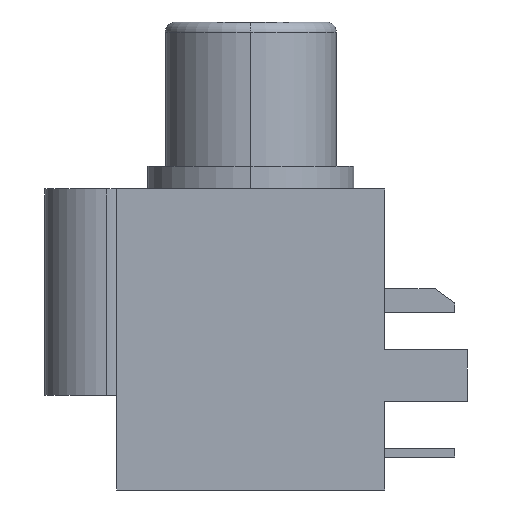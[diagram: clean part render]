
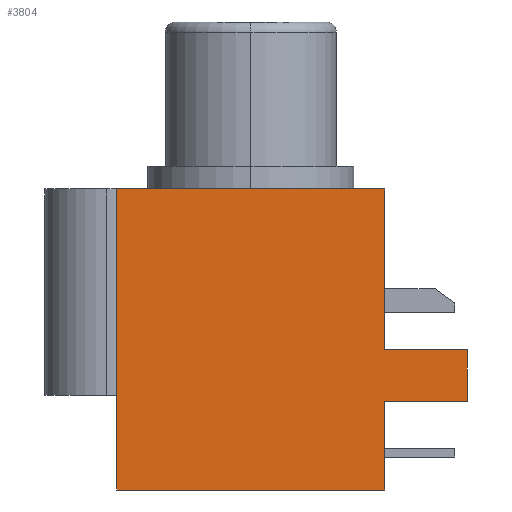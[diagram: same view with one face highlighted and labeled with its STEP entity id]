
A CAD part, left-side view. The second image highlights one B-rep face of the part: STEP entity #3804.
In plain terms, the highlighted planar face has unit normal (-1, 0, 0).
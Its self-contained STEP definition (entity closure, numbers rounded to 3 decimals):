
#72 = LINE ( 'NONE', #1959, #2413 ) ;
#203 = CARTESIAN_POINT ( 'NONE',  ( -20.5, -6.5, 0. ) ) ;
#297 = DIRECTION ( 'NONE',  ( 0., -1., 0. ) ) ;
#351 = CARTESIAN_POINT ( 'NONE',  ( -20.5, -6.5, 4.3 ) ) ;
#417 = VECTOR ( 'NONE', #481, 1000. ) ;
#477 = CARTESIAN_POINT ( 'NONE',  ( -20.5, -10.5, 4.3 ) ) ;
#481 = DIRECTION ( 'NONE',  ( 0., 0., 1. ) ) ;
#510 = EDGE_CURVE ( 'NONE', #2132, #2666, #72, .T. ) ;
#567 = ORIENTED_EDGE ( 'NONE', *, *, #2002, .T. ) ;
#623 = VERTEX_POINT ( 'NONE', #1684 ) ;
#702 = CARTESIAN_POINT ( 'NONE',  ( -20.5, -6.5, 14.6 ) ) ;
#760 = VERTEX_POINT ( 'NONE', #1451 ) ;
#800 = DIRECTION ( 'NONE',  ( 0., 0., 1. ) ) ;
#977 = CARTESIAN_POINT ( 'NONE',  ( -20.5, -6.5, 0. ) ) ;
#987 = EDGE_CURVE ( 'NONE', #2818, #3594, #1701, .T. ) ;
#1034 = VECTOR ( 'NONE', #4250, 1000. ) ;
#1157 = EDGE_LOOP ( 'NONE', ( #1883, #3927, #2270, #2596, #2580, #567, #3568, #1484 ) ) ;
#1351 = FACE_OUTER_BOUND ( 'NONE', #1157, .T. ) ;
#1386 = VERTEX_POINT ( 'NONE', #2606 ) ;
#1426 = CARTESIAN_POINT ( 'NONE',  ( -20.5, -6.5, 6.8 ) ) ;
#1451 = CARTESIAN_POINT ( 'NONE',  ( -20.5, -6.5, 14.6 ) ) ;
#1484 = ORIENTED_EDGE ( 'NONE', *, *, #1880, .T. ) ;
#1584 = LINE ( 'NONE', #3150, #417 ) ;
#1684 = CARTESIAN_POINT ( 'NONE',  ( -20.5, 6.5, 14.6 ) ) ;
#1701 = LINE ( 'NONE', #2165, #2546 ) ;
#1851 = DIRECTION ( 'NONE',  ( 0., 1., 0. ) ) ;
#1880 = EDGE_CURVE ( 'NONE', #2132, #760, #3385, .T. ) ;
#1883 = ORIENTED_EDGE ( 'NONE', *, *, #1908, .T. ) ;
#1898 = LINE ( 'NONE', #351, #2341 ) ;
#1908 = EDGE_CURVE ( 'NONE', #760, #623, #2698, .T. ) ;
#1931 = DIRECTION ( 'NONE',  ( 0., -1., 0. ) ) ;
#1959 = CARTESIAN_POINT ( 'NONE',  ( -20.5, -6.5, 6.8 ) ) ;
#2002 = EDGE_CURVE ( 'NONE', #4223, #2666, #1584, .T. ) ;
#2052 = LINE ( 'NONE', #203, #4593 ) ;
#2102 = DIRECTION ( 'NONE',  ( 0., 0., 1. ) ) ;
#2132 = VERTEX_POINT ( 'NONE', #1426 ) ;
#2149 = EDGE_CURVE ( 'NONE', #1386, #4223, #1898, .T. ) ;
#2165 = CARTESIAN_POINT ( 'NONE',  ( -20.5, -6.5, 0. ) ) ;
#2270 = ORIENTED_EDGE ( 'NONE', *, *, #987, .F. ) ;
#2341 = VECTOR ( 'NONE', #297, 1000. ) ;
#2413 = VECTOR ( 'NONE', #1931, 1000. ) ;
#2546 = VECTOR ( 'NONE', #3369, 1000. ) ;
#2580 = ORIENTED_EDGE ( 'NONE', *, *, #2149, .T. ) ;
#2596 = ORIENTED_EDGE ( 'NONE', *, *, #4172, .T. ) ;
#2606 = CARTESIAN_POINT ( 'NONE',  ( -20.5, -6.5, 4.3 ) ) ;
#2616 = LINE ( 'NONE', #3699, #4781 ) ;
#2666 = VERTEX_POINT ( 'NONE', #3169 ) ;
#2698 = LINE ( 'NONE', #702, #2834 ) ;
#2818 = VERTEX_POINT ( 'NONE', #977 ) ;
#2834 = VECTOR ( 'NONE', #1851, 1000. ) ;
#2886 = DIRECTION ( 'NONE',  ( 0., 0., 1. ) ) ;
#2911 = PLANE ( 'NONE',  #3582 ) ;
#3150 = CARTESIAN_POINT ( 'NONE',  ( -20.5, -10.5, 4.3 ) ) ;
#3169 = CARTESIAN_POINT ( 'NONE',  ( -20.5, -10.5, 6.8 ) ) ;
#3369 = DIRECTION ( 'NONE',  ( 0., 1., 0. ) ) ;
#3385 = LINE ( 'NONE', #4630, #1034 ) ;
#3390 = CARTESIAN_POINT ( 'NONE',  ( -20.5, 6.5, 0. ) ) ;
#3568 = ORIENTED_EDGE ( 'NONE', *, *, #510, .F. ) ;
#3582 = AXIS2_PLACEMENT_3D ( 'NONE', #4372, #4474, #2886 ) ;
#3594 = VERTEX_POINT ( 'NONE', #3390 ) ;
#3699 = CARTESIAN_POINT ( 'NONE',  ( -20.5, 6.5, 0. ) ) ;
#3804 = ADVANCED_FACE ( 'NONE', ( #1351 ), #2911, .T. ) ;
#3927 = ORIENTED_EDGE ( 'NONE', *, *, #4042, .F. ) ;
#4042 = EDGE_CURVE ( 'NONE', #3594, #623, #2616, .T. ) ;
#4172 = EDGE_CURVE ( 'NONE', #2818, #1386, #2052, .T. ) ;
#4223 = VERTEX_POINT ( 'NONE', #477 ) ;
#4250 = DIRECTION ( 'NONE',  ( 0., 0., 1. ) ) ;
#4372 = CARTESIAN_POINT ( 'NONE',  ( -20.5, -6.5, 0. ) ) ;
#4474 = DIRECTION ( 'NONE',  ( -1., 0., 0. ) ) ;
#4593 = VECTOR ( 'NONE', #800, 1000. ) ;
#4630 = CARTESIAN_POINT ( 'NONE',  ( -20.5, -6.5, 6.8 ) ) ;
#4781 = VECTOR ( 'NONE', #2102, 1000. ) ;
